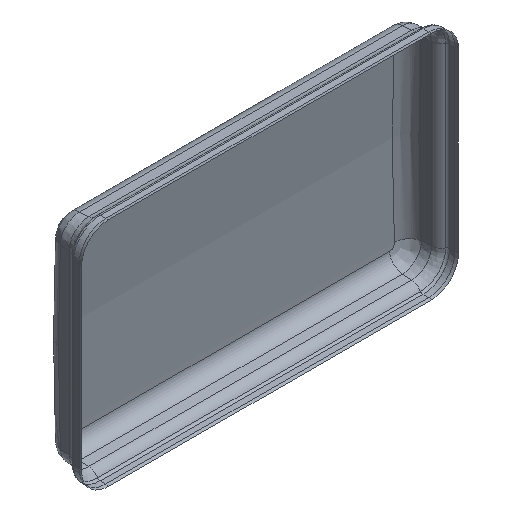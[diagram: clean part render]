
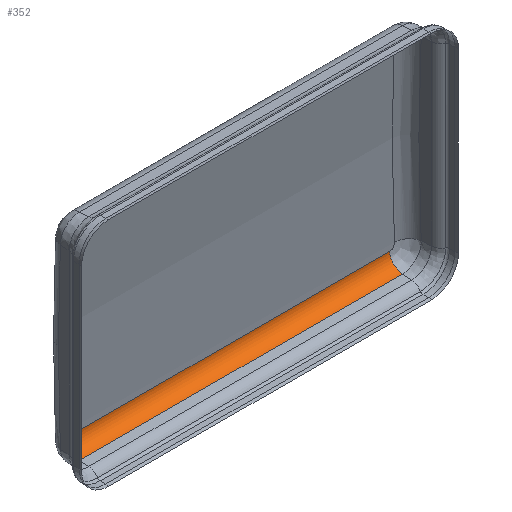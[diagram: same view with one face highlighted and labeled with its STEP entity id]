
A CAD part, isometric view. The second image highlights one B-rep face of the part: STEP entity #352.
In plain terms, the highlighted cylindrical face has radius 6.35 mm (diameter 12.7 mm), a partial arc.
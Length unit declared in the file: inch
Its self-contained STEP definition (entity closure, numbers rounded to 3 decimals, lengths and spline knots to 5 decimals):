
#140 = EDGE_CURVE ( 'NONE', #205, #157, #819, .T. ) ;
#157 = VERTEX_POINT ( 'NONE', #734 ) ;
#205 = VERTEX_POINT ( 'NONE', #1127 ) ;
#243 = EDGE_CURVE ( 'NONE', #157, #246, #1371, .T. ) ;
#246 = VERTEX_POINT ( 'NONE', #1382 ) ;
#273 = EDGE_LOOP ( 'NONE', ( #353, #354, #355, #358 ) ) ;
#352 = ADVANCED_FACE ( 'NONE', ( #1851 ), #1925, .T. ) ;
#353 = ORIENTED_EDGE ( 'NONE', *, *, #243, .F. ) ;
#354 = ORIENTED_EDGE ( 'NONE', *, *, #140, .F. ) ;
#355 = ORIENTED_EDGE ( 'NONE', *, *, #356, .F. ) ;
#356 = EDGE_CURVE ( 'NONE', #357, #205, #1921, .T. ) ;
#357 = VERTEX_POINT ( 'NONE', #1916 ) ;
#358 = ORIENTED_EDGE ( 'NONE', *, *, #359, .F. ) ;
#359 = EDGE_CURVE ( 'NONE', #246, #357, #1915, .T. ) ;
#734 = CARTESIAN_POINT ( 'NONE',  ( 2.9065, 0.46979, -1.93615 ) ) ;
#816 = DIRECTION ( 'NONE',  ( 1., 0., 0. ) ) ;
#817 = VECTOR ( 'NONE', #816, 39.37008 ) ;
#818 = CARTESIAN_POINT ( 'NONE',  ( 0., 0.46979, -1.93615 ) ) ;
#819 = LINE ( 'NONE', #818, #817 ) ;
#1127 = CARTESIAN_POINT ( 'NONE',  ( -2.9065, 0.46979, -1.93615 ) ) ;
#1266 = AXIS2_PLACEMENT_3D ( 'NONE', #1403, #1272, #1304 ) ;
#1272 = DIRECTION ( 'NONE',  ( 1., 0., 0. ) ) ;
#1304 = DIRECTION ( 'NONE',  ( 0., 0., -1. ) ) ;
#1371 = CIRCLE ( 'NONE', #1266, 0.25 ) ;
#1382 = CARTESIAN_POINT ( 'NONE',  ( 2.9065, 0.70203, -1.6995 ) ) ;
#1403 = CARTESIAN_POINT ( 'NONE',  ( 2.9065, 0.45236, -1.68676 ) ) ;
#1851 = FACE_OUTER_BOUND ( 'NONE', #273, .T. ) ;
#1912 = DIRECTION ( 'NONE',  ( -1., 0., 0. ) ) ;
#1913 = VECTOR ( 'NONE', #1912, 39.37008 ) ;
#1914 = CARTESIAN_POINT ( 'NONE',  ( 0., 0.70203, -1.6995 ) ) ;
#1915 = LINE ( 'NONE', #1914, #1913 ) ;
#1916 = CARTESIAN_POINT ( 'NONE',  ( -2.9065, 0.70203, -1.6995 ) ) ;
#1917 = DIRECTION ( 'NONE',  ( 0., 0., -1. ) ) ;
#1918 = DIRECTION ( 'NONE',  ( -1., 0., 0. ) ) ;
#1919 = CARTESIAN_POINT ( 'NONE',  ( -2.9065, 0.45236, -1.68676 ) ) ;
#1920 = AXIS2_PLACEMENT_3D ( 'NONE', #1919, #1918, #1917 ) ;
#1921 = CIRCLE ( 'NONE', #1920, 0.25 ) ;
#1922 = DIRECTION ( 'NONE',  ( 0., 0., -1. ) ) ;
#1923 = DIRECTION ( 'NONE',  ( 1., 0., 0. ) ) ;
#1924 = AXIS2_PLACEMENT_3D ( 'NONE', #1926, #1923, #1922 ) ;
#1925 = CYLINDRICAL_SURFACE ( 'NONE', #1924, 0.25 ) ;
#1926 = CARTESIAN_POINT ( 'NONE',  ( -2.9065, 0.45236, -1.68676 ) ) ;
